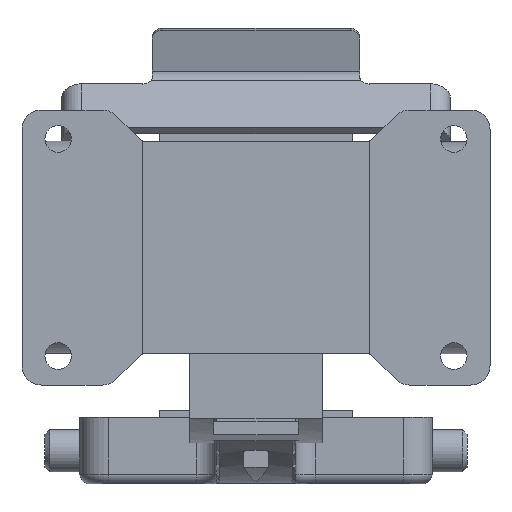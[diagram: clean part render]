
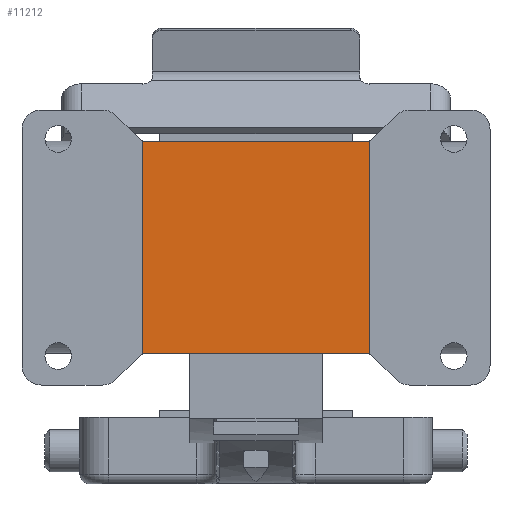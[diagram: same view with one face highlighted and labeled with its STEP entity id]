
A CAD part, front view. The second image highlights one B-rep face of the part: STEP entity #11212.
In plain terms, the highlighted planar face has unit normal (0, -1, 0).
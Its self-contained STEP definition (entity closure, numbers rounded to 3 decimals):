
#70 = CIRCLE ( 'NONE', #20666, 0.75 ) ;
#669 = CARTESIAN_POINT ( 'NONE',  ( 29.088, 0., -27.381 ) ) ;
#1021 = DIRECTION ( 'NONE',  ( 0., -1., 0. ) ) ;
#1252 = CARTESIAN_POINT ( 'NONE',  ( -24.134, 0., -22.611 ) ) ;
#1283 = DIRECTION ( 'NONE',  ( 0., 0., -1. ) ) ;
#1369 = VERTEX_POINT ( 'NONE', #1734 ) ;
#1734 = CARTESIAN_POINT ( 'NONE',  ( 23.718, 0., 22.21 ) ) ;
#1828 = VERTEX_POINT ( 'NONE', #3063 ) ;
#2044 = AXIS2_PLACEMENT_3D ( 'NONE', #17461, #1021, #12579 ) ;
#2228 = EDGE_CURVE ( 'NONE', #13888, #7962, #16989, .T. ) ;
#2426 = DIRECTION ( 'NONE',  ( -0.72, 0., 0.694 ) ) ;
#2670 = VECTOR ( 'NONE', #13600, 1000. ) ;
#2890 = CARTESIAN_POINT ( 'NONE',  ( 23.718, 0., -22.21 ) ) ;
#3063 = CARTESIAN_POINT ( 'NONE',  ( -23.718, 0., 22.21 ) ) ;
#3136 = ORIENTED_EDGE ( 'NONE', *, *, #11484, .F. ) ;
#3562 = VERTEX_POINT ( 'NONE', #7946 ) ;
#3586 = ORIENTED_EDGE ( 'NONE', *, *, #19750, .F. ) ;
#3607 = EDGE_CURVE ( 'NONE', #4925, #7962, #15284, .T. ) ;
#3984 = VERTEX_POINT ( 'NONE', #14852 ) ;
#4230 = EDGE_CURVE ( 'NONE', #4925, #4910, #13498, .T. ) ;
#4304 = CARTESIAN_POINT ( 'NONE',  ( -23.198, 0., 22.75 ) ) ;
#4445 = ORIENTED_EDGE ( 'NONE', *, *, #11996, .F. ) ;
#4587 = DIRECTION ( 'NONE',  ( 0.72, 0., 0.694 ) ) ;
#4910 = VERTEX_POINT ( 'NONE', #2890 ) ;
#4925 = VERTEX_POINT ( 'NONE', #6293 ) ;
#5032 = CARTESIAN_POINT ( 'NONE',  ( -23.198, 0., -22. ) ) ;
#5394 = DIRECTION ( 'NONE',  ( 0., 0., 1. ) ) ;
#5699 = CARTESIAN_POINT ( 'NONE',  ( 23.5, 0., -22. ) ) ;
#5805 = LINE ( 'NONE', #20830, #10214 ) ;
#5914 = EDGE_CURVE ( 'NONE', #14311, #4910, #13155, .T. ) ;
#5969 = DIRECTION ( 'NONE',  ( 0., 0., -1. ) ) ;
#6293 = CARTESIAN_POINT ( 'NONE',  ( 23.198, 0., -22. ) ) ;
#6501 = VECTOR ( 'NONE', #11874, 1000. ) ;
#7871 = ORIENTED_EDGE ( 'NONE', *, *, #8712, .T. ) ;
#7895 = LINE ( 'NONE', #1252, #13284 ) ;
#7946 = CARTESIAN_POINT ( 'NONE',  ( 23.198, 0., 22. ) ) ;
#7962 = VERTEX_POINT ( 'NONE', #5032 ) ;
#8125 = VERTEX_POINT ( 'NONE', #10748 ) ;
#8173 = CARTESIAN_POINT ( 'NONE',  ( -30.5, 0., -22. ) ) ;
#8287 = DIRECTION ( 'NONE',  ( 0., 1., 0. ) ) ;
#8330 = ORIENTED_EDGE ( 'NONE', *, *, #8372, .T. ) ;
#8372 = EDGE_CURVE ( 'NONE', #1369, #3562, #14057, .T. ) ;
#8712 = EDGE_CURVE ( 'NONE', #14311, #3984, #5805, .T. ) ;
#9114 = DIRECTION ( 'NONE',  ( 0., 1., 0. ) ) ;
#9307 = VECTOR ( 'NONE', #17054, 1000. ) ;
#9325 = DIRECTION ( 'NONE',  ( 0., 0., 1. ) ) ;
#10118 = EDGE_CURVE ( 'NONE', #16834, #3562, #19691, .T. ) ;
#10214 = VECTOR ( 'NONE', #9325, 1000. ) ;
#10345 = EDGE_CURVE ( 'NONE', #16834, #1828, #70, .T. ) ;
#10356 = LINE ( 'NONE', #17195, #18576 ) ;
#10384 = AXIS2_PLACEMENT_3D ( 'NONE', #18131, #8287, #19789 ) ;
#10745 = ORIENTED_EDGE ( 'NONE', *, *, #2228, .T. ) ;
#10748 = CARTESIAN_POINT ( 'NONE',  ( -23.5, 0., -22. ) ) ;
#10969 = ORIENTED_EDGE ( 'NONE', *, *, #10345, .T. ) ;
#11188 = ORIENTED_EDGE ( 'NONE', *, *, #3607, .F. ) ;
#11212 = ADVANCED_FACE ( 'NONE', ( #11657 ), #15819, .T. ) ;
#11215 = DIRECTION ( 'NONE',  ( 0., 1., 0. ) ) ;
#11484 = EDGE_CURVE ( 'NONE', #1369, #3984, #15224, .T. ) ;
#11657 = FACE_OUTER_BOUND ( 'NONE', #15971, .T. ) ;
#11874 = DIRECTION ( 'NONE',  ( -0.72, 0., -0.694 ) ) ;
#11996 = EDGE_CURVE ( 'NONE', #19687, #1828, #10356, .T. ) ;
#12579 = DIRECTION ( 'NONE',  ( 0., 0., -1. ) ) ;
#13155 = LINE ( 'NONE', #669, #9307 ) ;
#13284 = VECTOR ( 'NONE', #4587, 1000. ) ;
#13498 = CIRCLE ( 'NONE', #19671, 0.75 ) ;
#13600 = DIRECTION ( 'NONE',  ( 1., 0., 0. ) ) ;
#13888 = VERTEX_POINT ( 'NONE', #18715 ) ;
#14057 = CIRCLE ( 'NONE', #10384, 0.75 ) ;
#14311 = VERTEX_POINT ( 'NONE', #5699 ) ;
#14496 = CARTESIAN_POINT ( 'NONE',  ( -23.198, 0., 22. ) ) ;
#14736 = EDGE_CURVE ( 'NONE', #8125, #19687, #19196, .T. ) ;
#14782 = VECTOR ( 'NONE', #5394, 1000. ) ;
#14852 = CARTESIAN_POINT ( 'NONE',  ( 23.5, 0., 22. ) ) ;
#15088 = CARTESIAN_POINT ( 'NONE',  ( 23.5, 0., 22. ) ) ;
#15193 = ORIENTED_EDGE ( 'NONE', *, *, #4230, .T. ) ;
#15224 = LINE ( 'NONE', #15088, #6501 ) ;
#15246 = CARTESIAN_POINT ( 'NONE',  ( -23.5, 0., -16. ) ) ;
#15284 = LINE ( 'NONE', #8173, #15798 ) ;
#15798 = VECTOR ( 'NONE', #17993, 1000. ) ;
#15819 = PLANE ( 'NONE',  #2044 ) ;
#15828 = DIRECTION ( 'NONE',  ( 0., 1., 0. ) ) ;
#15971 = EDGE_LOOP ( 'NONE', ( #11188, #15193, #18801, #7871, #3136, #8330, #19710, #10969, #4445, #17213, #3586, #10745 ) ) ;
#16834 = VERTEX_POINT ( 'NONE', #14496 ) ;
#16989 = CIRCLE ( 'NONE', #21287, 0.75 ) ;
#17054 = DIRECTION ( 'NONE',  ( 0.72, 0., -0.694 ) ) ;
#17195 = CARTESIAN_POINT ( 'NONE',  ( -8.146, 0., 7.214 ) ) ;
#17213 = ORIENTED_EDGE ( 'NONE', *, *, #14736, .F. ) ;
#17461 = CARTESIAN_POINT ( 'NONE',  ( -30.5, 0., -16. ) ) ;
#17473 = CARTESIAN_POINT ( 'NONE',  ( -23.5, 0., 22. ) ) ;
#17993 = DIRECTION ( 'NONE',  ( -1., 0., 0. ) ) ;
#18131 = CARTESIAN_POINT ( 'NONE',  ( 23.198, 0., 22.75 ) ) ;
#18576 = VECTOR ( 'NONE', #2426, 1000. ) ;
#18715 = CARTESIAN_POINT ( 'NONE',  ( -23.718, 0., -22.21 ) ) ;
#18801 = ORIENTED_EDGE ( 'NONE', *, *, #5914, .F. ) ;
#18978 = CARTESIAN_POINT ( 'NONE',  ( 23.198, 0., -22.75 ) ) ;
#19196 = LINE ( 'NONE', #15246, #14782 ) ;
#19671 = AXIS2_PLACEMENT_3D ( 'NONE', #18978, #9114, #20626 ) ;
#19687 = VERTEX_POINT ( 'NONE', #17473 ) ;
#19691 = LINE ( 'NONE', #20108, #2670 ) ;
#19710 = ORIENTED_EDGE ( 'NONE', *, *, #10118, .F. ) ;
#19750 = EDGE_CURVE ( 'NONE', #13888, #8125, #7895, .T. ) ;
#19789 = DIRECTION ( 'NONE',  ( 0., 0., -1. ) ) ;
#20108 = CARTESIAN_POINT ( 'NONE',  ( -30.5, 0., 22. ) ) ;
#20626 = DIRECTION ( 'NONE',  ( 0., 0., -1. ) ) ;
#20666 = AXIS2_PLACEMENT_3D ( 'NONE', #4304, #15828, #5969 ) ;
#20830 = CARTESIAN_POINT ( 'NONE',  ( 23.5, 0., -16. ) ) ;
#21055 = CARTESIAN_POINT ( 'NONE',  ( -23.198, 0., -22.75 ) ) ;
#21287 = AXIS2_PLACEMENT_3D ( 'NONE', #21055, #11215, #1283 ) ;
